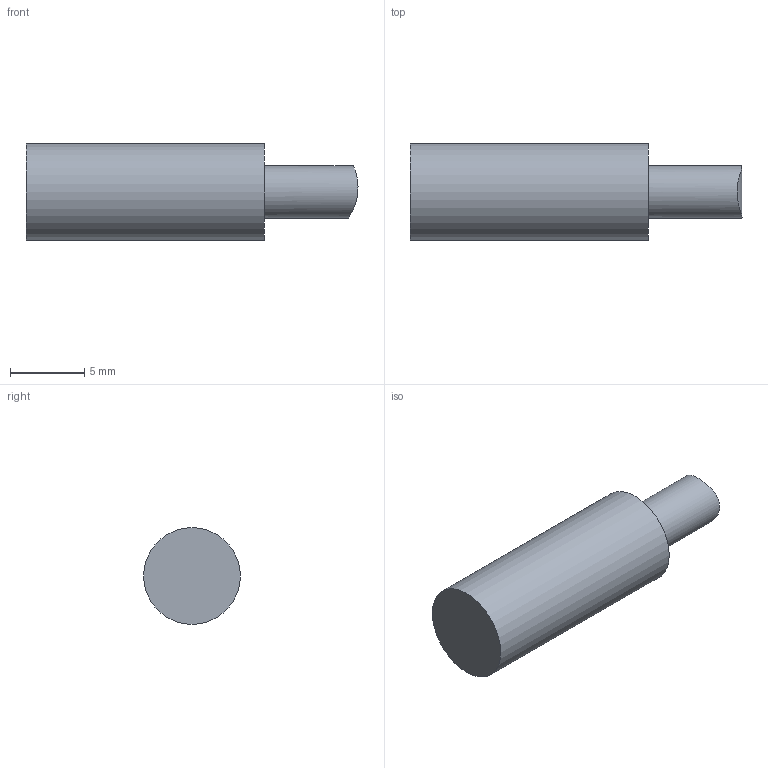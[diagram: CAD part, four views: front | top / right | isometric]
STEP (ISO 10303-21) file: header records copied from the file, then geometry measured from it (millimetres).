
FILE_DESCRIPTION(/* description */ (''),/* implementation_level */ '2;1');
FILE_NAME(/* name */ 'IB0602A4.stp',/* time_stamp */ '2016-09-30T10:34:31+02:00',/* author */ ('mitarbeiter'),/* organization */ (''),/* preprocessor_version */ 'ST-DEVELOPER v15.2',/* originating_system */ 'Autodesk Inventor 2014',/* authorisation */ '');
FILE_SCHEMA (('AUTOMOTIVE_DESIGN { 1 0 10303 214 3 1 1 }'));
Length unit declared in the file: millimetre
Products named in the file (3): Gehäuse_IB0601A4; Leitung_IB0601A4; IB0602A4
Bounding box: 22.3 x 6.5 x 6.5 mm (x, y, z)
Volume: 590.3 mm3; surface area: 479.3 mm2
Topology: 2 solids, 2 shells, 6 faces, 6 edges, 4 vertices
Faces by surface type: plane 3, cylinder 3
Full cylindrical faces by diameter (mm): 3.5 x1, 6.5 x1
Entity records: 209 total; most frequent: CARTESIAN_POINT 53, DIRECTION 28, AXIS2_PLACEMENT_3D 14, EDGE_LOOP 8, ORIENTED_EDGE 8, FACE_OUTER_BOUND 6, ADVANCED_FACE 6, PRODUCT_DEFINITION_SHAPE 5
